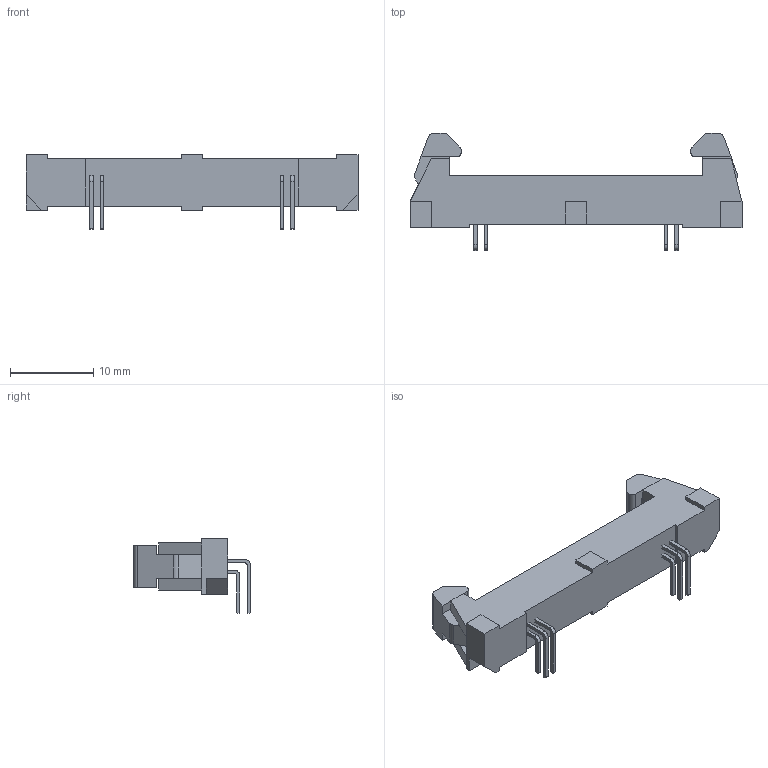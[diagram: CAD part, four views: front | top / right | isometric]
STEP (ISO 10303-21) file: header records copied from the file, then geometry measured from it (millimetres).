
FILE_DESCRIPTION(/* description */ (''),/* implementation_level */ '2;1');
FILE_NAME(/* name */ 'SAMTEC_EHF-120-01-F-D-RA.stp',/* time_stamp */ '2016-06-16T11:15:45+02:00',/* author */ ('riccim'),/* organization */ ('SolidWorks'),/* preprocessor_version */ 'ST-DEVELOPER v15.5',/* originating_system */ 'AutoCAD Mechanical',/* authorisation */ ' ');
FILE_SCHEMA (('AUTOMOTIVE_DESIGN { 1 0 10303 214 3 1 1 }'));
Length unit declared in the file: millimetre
Products named in the file (1): Product
Bounding box: 39.88 x 14.05 x 8.97 mm (x, y, z)
Volume: 1204.6 mm3; surface area: 1664 mm2
Topology: 4 solids, 4 shells, 241 faces, 681 edges, 448 vertices
Faces by surface type: plane 217, cylinder 24
Entity records: 7702 total; most frequent: CARTESIAN_POINT 1371, ORIENTED_EDGE 1362, DIRECTION 1213, EDGE_CURVE 681, LINE 633, VECTOR 633, VERTEX_POINT 448, AXIS2_PLACEMENT_3D 290
